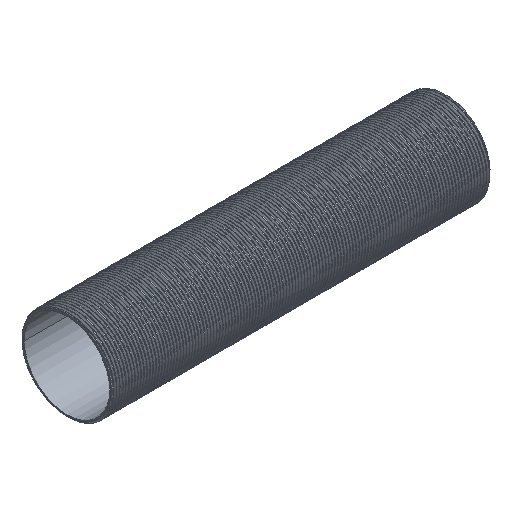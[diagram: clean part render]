
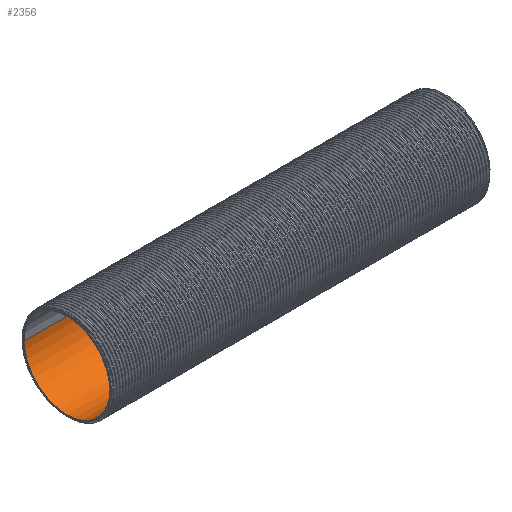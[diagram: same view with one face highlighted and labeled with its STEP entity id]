
A CAD part, isometric view. The second image highlights one B-rep face of the part: STEP entity #2356.
In plain terms, the highlighted cylindrical face has radius 28.15 mm (diameter 56.3 mm), a partial arc.
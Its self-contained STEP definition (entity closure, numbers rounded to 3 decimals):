
#136 = VERTEX_POINT ( 'NONE', #22626 ) ;
#391 = CIRCLE ( 'NONE', #4655, 28.15 ) ;
#454 = ORIENTED_EDGE ( 'NONE', *, *, #22920, .F. ) ;
#1176 = CARTESIAN_POINT ( 'NONE',  ( -363.601, -28.15, 0. ) ) ;
#1768 = DIRECTION ( 'NONE',  ( 0., -1., 0. ) ) ;
#2356 = ADVANCED_FACE ( 'NONE', ( #10661 ), #21856, .F. ) ;
#3065 = EDGE_LOOP ( 'NONE', ( #3188, #20540, #21040, #454 ) ) ;
#3188 = ORIENTED_EDGE ( 'NONE', *, *, #21971, .F. ) ;
#3249 = CARTESIAN_POINT ( 'NONE',  ( -363.601, 0., 0. ) ) ;
#4131 = EDGE_CURVE ( 'NONE', #18271, #136, #4800, .T. ) ;
#4655 = AXIS2_PLACEMENT_3D ( 'NONE', #22370, #7642, #20534 ) ;
#4800 = CIRCLE ( 'NONE', #5207, 28.15 ) ;
#5207 = AXIS2_PLACEMENT_3D ( 'NONE', #20304, #18362, #22138 ) ;
#7250 = DIRECTION ( 'NONE',  ( -1., 0., 0. ) ) ;
#7264 = DIRECTION ( 'NONE',  ( -1., 0., 0. ) ) ;
#7642 = DIRECTION ( 'NONE',  ( -1., 0., 0. ) ) ;
#9518 = CARTESIAN_POINT ( 'NONE',  ( 234.267, 28.15, 0. ) ) ;
#10661 = FACE_OUTER_BOUND ( 'NONE', #3065, .T. ) ;
#10960 = CARTESIAN_POINT ( 'NONE',  ( -15.733, 28.15, 0. ) ) ;
#11134 = LINE ( 'NONE', #23926, #14523 ) ;
#11553 = VERTEX_POINT ( 'NONE', #17855 ) ;
#12010 = EDGE_CURVE ( 'NONE', #14113, #18271, #11134, .T. ) ;
#12938 = AXIS2_PLACEMENT_3D ( 'NONE', #3249, #7250, #1768 ) ;
#13935 = DIRECTION ( 'NONE',  ( -1., 0., 0. ) ) ;
#14113 = VERTEX_POINT ( 'NONE', #9518 ) ;
#14523 = VECTOR ( 'NONE', #7264, 1000. ) ;
#14703 = VECTOR ( 'NONE', #13935, 1000. ) ;
#17855 = CARTESIAN_POINT ( 'NONE',  ( 234.267, -28.15, 0. ) ) ;
#18271 = VERTEX_POINT ( 'NONE', #10960 ) ;
#18362 = DIRECTION ( 'NONE',  ( -1., 0., 0. ) ) ;
#20304 = CARTESIAN_POINT ( 'NONE',  ( -15.733, 0., 0. ) ) ;
#20534 = DIRECTION ( 'NONE',  ( 0., -1., 0. ) ) ;
#20540 = ORIENTED_EDGE ( 'NONE', *, *, #12010, .T. ) ;
#21040 = ORIENTED_EDGE ( 'NONE', *, *, #4131, .T. ) ;
#21848 = LINE ( 'NONE', #1176, #14703 ) ;
#21856 = CYLINDRICAL_SURFACE ( 'NONE', #12938, 28.15 ) ;
#21971 = EDGE_CURVE ( 'NONE', #14113, #11553, #391, .T. ) ;
#22138 = DIRECTION ( 'NONE',  ( 0., -1., 0. ) ) ;
#22370 = CARTESIAN_POINT ( 'NONE',  ( 234.267, 0., 0. ) ) ;
#22626 = CARTESIAN_POINT ( 'NONE',  ( -15.733, -28.15, 0. ) ) ;
#22920 = EDGE_CURVE ( 'NONE', #11553, #136, #21848, .T. ) ;
#23926 = CARTESIAN_POINT ( 'NONE',  ( -363.601, 28.15, 0. ) ) ;
